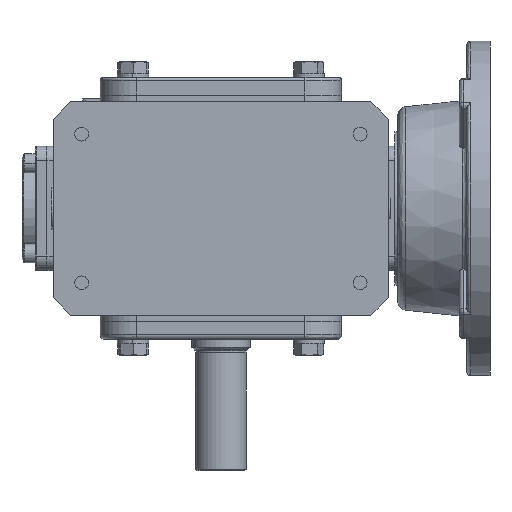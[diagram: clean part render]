
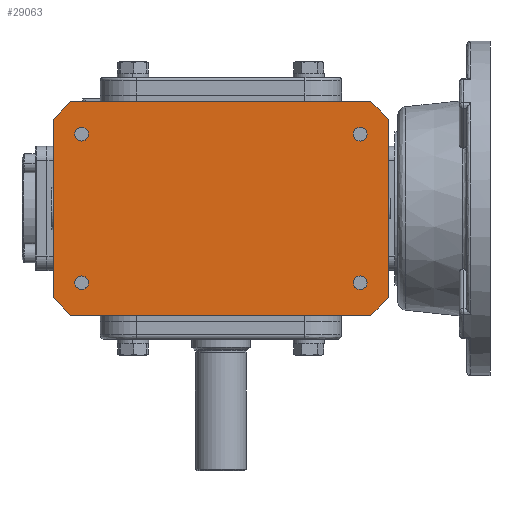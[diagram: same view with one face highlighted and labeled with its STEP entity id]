
A CAD part, front view. The second image highlights one B-rep face of the part: STEP entity #29063.
In plain terms, the highlighted planar face has unit normal (0, -1, 0).
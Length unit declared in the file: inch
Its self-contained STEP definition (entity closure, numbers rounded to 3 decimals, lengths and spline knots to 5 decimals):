
#110 = CARTESIAN_POINT ( 'NONE',  ( -4.50787, -3.5, -2.87402 ) ) ;
#140 = AXIS2_PLACEMENT_3D ( 'NONE', #30945, #37537, #25144 ) ;
#587 = AXIS2_PLACEMENT_3D ( 'NONE', #39751, #14463, #36590 ) ;
#1285 = EDGE_CURVE ( 'NONE', #25063, #36034, #26606, .T. ) ;
#1335 = DIRECTION ( 'NONE',  ( 0., 1., 0. ) ) ;
#1539 = AXIS2_PLACEMENT_3D ( 'NONE', #39195, #36446, #11031 ) ;
#1828 = VECTOR ( 'NONE', #9588, 39.37008 ) ;
#1954 = CARTESIAN_POINT ( 'NONE',  ( 4.50787, -3.5, 2.87402 ) ) ;
#2034 = AXIS2_PLACEMENT_3D ( 'NONE', #24818, #21483, #31307 ) ;
#2369 = LINE ( 'NONE', #9418, #20156 ) ;
#2619 = FACE_OUTER_BOUND ( 'NONE', #37312, .T. ) ;
#2641 = ORIENTED_EDGE ( 'NONE', *, *, #28105, .T. ) ;
#2991 = VERTEX_POINT ( 'NONE', #29359 ) ;
#3440 = CARTESIAN_POINT ( 'NONE',  ( 3.75, -3.5, 1.816 ) ) ;
#3591 = VERTEX_POINT ( 'NONE', #12114 ) ;
#4341 = CARTESIAN_POINT ( 'NONE',  ( 3.75, -3.5, 2. ) ) ;
#4764 = CARTESIAN_POINT ( 'NONE',  ( 4.03543, -3.5, -2.87402 ) ) ;
#4837 = ORIENTED_EDGE ( 'NONE', *, *, #21732, .T. ) ;
#4854 = VECTOR ( 'NONE', #19018, 39.37008 ) ;
#4888 = EDGE_CURVE ( 'NONE', #28650, #14690, #14313, .T. ) ;
#4983 = CARTESIAN_POINT ( 'NONE',  ( 3.75, -3.5, 2.184 ) ) ;
#5326 = VERTEX_POINT ( 'NONE', #4983 ) ;
#5728 = EDGE_CURVE ( 'NONE', #23510, #31281, #33571, .T. ) ;
#5895 = EDGE_CURVE ( 'NONE', #18002, #23510, #22667, .T. ) ;
#6079 = EDGE_LOOP ( 'NONE', ( #36684, #36526 ) ) ;
#6150 = PLANE ( 'NONE',  #2034 ) ;
#7603 = CIRCLE ( 'NONE', #587, 0.184 ) ;
#8315 = AXIS2_PLACEMENT_3D ( 'NONE', #36005, #1335, #13872 ) ;
#9249 = ORIENTED_EDGE ( 'NONE', *, *, #11050, .F. ) ;
#9418 = CARTESIAN_POINT ( 'NONE',  ( -4.03543, -3.5, 2.87402 ) ) ;
#9554 = FACE_BOUND ( 'NONE', #19962, .T. ) ;
#9588 = DIRECTION ( 'NONE',  ( 0.707, 0., -0.707 ) ) ;
#9753 = EDGE_CURVE ( 'NONE', #2991, #12614, #7603, .T. ) ;
#10167 = CARTESIAN_POINT ( 'NONE',  ( 4.50787, -3.5, -2.40157 ) ) ;
#10654 = DIRECTION ( 'NONE',  ( 1., 0., 0. ) ) ;
#11031 = DIRECTION ( 'NONE',  ( 0., 0., -1. ) ) ;
#11050 = EDGE_CURVE ( 'NONE', #18002, #3591, #2369, .T. ) ;
#11103 = DIRECTION ( 'NONE',  ( 0., 0., -1. ) ) ;
#11614 = AXIS2_PLACEMENT_3D ( 'NONE', #20547, #21094, #33248 ) ;
#11649 = CIRCLE ( 'NONE', #8315, 0.184 ) ;
#12114 = CARTESIAN_POINT ( 'NONE',  ( -4.03543, -3.5, 2.87402 ) ) ;
#12335 = VECTOR ( 'NONE', #33632, 39.37008 ) ;
#12573 = DIRECTION ( 'NONE',  ( 0.707, 0., 0.707 ) ) ;
#12614 = VERTEX_POINT ( 'NONE', #36199 ) ;
#13556 = VERTEX_POINT ( 'NONE', #13990 ) ;
#13593 = VERTEX_POINT ( 'NONE', #14406 ) ;
#13663 = CARTESIAN_POINT ( 'NONE',  ( -4.03543, -3.5, -2.87402 ) ) ;
#13872 = DIRECTION ( 'NONE',  ( 0., 0., -1. ) ) ;
#13945 = CARTESIAN_POINT ( 'NONE',  ( -3.75, -3.5, -2.184 ) ) ;
#13990 = CARTESIAN_POINT ( 'NONE',  ( -3.75, -3.5, 2.184 ) ) ;
#14313 = LINE ( 'NONE', #17449, #12335 ) ;
#14332 = CIRCLE ( 'NONE', #1539, 0.184 ) ;
#14406 = CARTESIAN_POINT ( 'NONE',  ( -3.75, -3.5, -1.816 ) ) ;
#14463 = DIRECTION ( 'NONE',  ( 0., 1., 0. ) ) ;
#14493 = CIRCLE ( 'NONE', #11614, 0.184 ) ;
#14630 = DIRECTION ( 'NONE',  ( 0., 0., 1. ) ) ;
#14690 = VERTEX_POINT ( 'NONE', #10167 ) ;
#14849 = CARTESIAN_POINT ( 'NONE',  ( -4.50787, -3.5, 2.87402 ) ) ;
#15523 = ORIENTED_EDGE ( 'NONE', *, *, #4888, .T. ) ;
#15595 = ORIENTED_EDGE ( 'NONE', *, *, #5728, .T. ) ;
#16205 = VECTOR ( 'NONE', #10654, 39.37008 ) ;
#16323 = CARTESIAN_POINT ( 'NONE',  ( 3.75, -3.5, -2. ) ) ;
#16485 = CARTESIAN_POINT ( 'NONE',  ( -4.50787, -3.5, -2.40157 ) ) ;
#16590 = VECTOR ( 'NONE', #14630, 39.37008 ) ;
#17065 = ORIENTED_EDGE ( 'NONE', *, *, #9753, .T. ) ;
#17243 = CARTESIAN_POINT ( 'NONE',  ( 4.50787, -3.5, 2.40157 ) ) ;
#17449 = CARTESIAN_POINT ( 'NONE',  ( 4.50787, -3.5, -2.40157 ) ) ;
#18002 = VERTEX_POINT ( 'NONE', #25301 ) ;
#19018 = DIRECTION ( 'NONE',  ( 0.707, 0., -0.707 ) ) ;
#19962 = EDGE_LOOP ( 'NONE', ( #32497, #17065 ) ) ;
#20040 = ORIENTED_EDGE ( 'NONE', *, *, #25020, .T. ) ;
#20156 = VECTOR ( 'NONE', #12573, 39.37008 ) ;
#20547 = CARTESIAN_POINT ( 'NONE',  ( -3.75, -3.5, -2. ) ) ;
#21094 = DIRECTION ( 'NONE',  ( 0., 1., 0. ) ) ;
#21483 = DIRECTION ( 'NONE',  ( 0., -1., 0. ) ) ;
#21732 = EDGE_CURVE ( 'NONE', #14690, #36034, #24030, .T. ) ;
#21913 = EDGE_CURVE ( 'NONE', #37754, #13593, #34361, .T. ) ;
#22074 = DIRECTION ( 'NONE',  ( 1., 0., 0. ) ) ;
#22395 = ORIENTED_EDGE ( 'NONE', *, *, #5895, .T. ) ;
#22667 = LINE ( 'NONE', #14849, #27158 ) ;
#23254 = ORIENTED_EDGE ( 'NONE', *, *, #34428, .T. ) ;
#23510 = VERTEX_POINT ( 'NONE', #16485 ) ;
#24030 = LINE ( 'NONE', #1954, #16590 ) ;
#24067 = VECTOR ( 'NONE', #22074, 39.37008 ) ;
#24397 = CARTESIAN_POINT ( 'NONE',  ( -3.75, -3.5, 1.816 ) ) ;
#24399 = CARTESIAN_POINT ( 'NONE',  ( -4.50787, -3.5, -2.40157 ) ) ;
#24530 = EDGE_CURVE ( 'NONE', #13593, #37754, #14493, .T. ) ;
#24652 = LINE ( 'NONE', #36470, #16205 ) ;
#24818 = CARTESIAN_POINT ( 'NONE',  ( -4.50787, -3.5, 3.12992 ) ) ;
#25020 = EDGE_CURVE ( 'NONE', #5326, #39159, #32245, .T. ) ;
#25063 = VERTEX_POINT ( 'NONE', #33075 ) ;
#25144 = DIRECTION ( 'NONE',  ( 0., 0., -1. ) ) ;
#25214 = CARTESIAN_POINT ( 'NONE',  ( 4.03543, -3.5, 2.87402 ) ) ;
#25291 = ORIENTED_EDGE ( 'NONE', *, *, #31432, .F. ) ;
#25301 = CARTESIAN_POINT ( 'NONE',  ( -4.50787, -3.5, 2.40157 ) ) ;
#25843 = CIRCLE ( 'NONE', #27716, 0.184 ) ;
#26395 = FACE_BOUND ( 'NONE', #6079, .T. ) ;
#26606 = LINE ( 'NONE', #25214, #1828 ) ;
#26960 = CARTESIAN_POINT ( 'NONE',  ( -3.75, -3.5, 2. ) ) ;
#27058 = ORIENTED_EDGE ( 'NONE', *, *, #1285, .F. ) ;
#27158 = VECTOR ( 'NONE', #36831, 39.37008 ) ;
#27716 = AXIS2_PLACEMENT_3D ( 'NONE', #16323, #32128, #38425 ) ;
#28105 = EDGE_CURVE ( 'NONE', #31281, #28650, #37857, .T. ) ;
#28460 = ORIENTED_EDGE ( 'NONE', *, *, #36658, .T. ) ;
#28650 = VERTEX_POINT ( 'NONE', #4764 ) ;
#29063 = ADVANCED_FACE ( 'NONE', ( #2619, #26395, #37200, #34761, #9554 ), #6150, .T. ) ;
#29359 = CARTESIAN_POINT ( 'NONE',  ( 3.75, -3.5, -1.816 ) ) ;
#29586 = DIRECTION ( 'NONE',  ( 0., 1., 0. ) ) ;
#30052 = DIRECTION ( 'NONE',  ( 0., 1., 0. ) ) ;
#30802 = VERTEX_POINT ( 'NONE', #24397 ) ;
#30945 = CARTESIAN_POINT ( 'NONE',  ( -3.75, -3.5, -2. ) ) ;
#31053 = CIRCLE ( 'NONE', #32290, 0.184 ) ;
#31142 = EDGE_LOOP ( 'NONE', ( #28460, #23254 ) ) ;
#31281 = VERTEX_POINT ( 'NONE', #13663 ) ;
#31307 = DIRECTION ( 'NONE',  ( 0., 0., -1. ) ) ;
#31432 = EDGE_CURVE ( 'NONE', #3591, #25063, #24652, .T. ) ;
#32128 = DIRECTION ( 'NONE',  ( 0., 1., 0. ) ) ;
#32245 = CIRCLE ( 'NONE', #37037, 0.184 ) ;
#32290 = AXIS2_PLACEMENT_3D ( 'NONE', #26960, #29586, #32736 ) ;
#32497 = ORIENTED_EDGE ( 'NONE', *, *, #35374, .T. ) ;
#32736 = DIRECTION ( 'NONE',  ( 0., 0., -1. ) ) ;
#33075 = CARTESIAN_POINT ( 'NONE',  ( 4.03543, -3.5, 2.87402 ) ) ;
#33248 = DIRECTION ( 'NONE',  ( 0., 0., -1. ) ) ;
#33571 = LINE ( 'NONE', #24399, #4854 ) ;
#33632 = DIRECTION ( 'NONE',  ( 0.707, 0., 0.707 ) ) ;
#34361 = CIRCLE ( 'NONE', #140, 0.184 ) ;
#34428 = EDGE_CURVE ( 'NONE', #13556, #30802, #11649, .T. ) ;
#34761 = FACE_BOUND ( 'NONE', #35741, .T. ) ;
#35374 = EDGE_CURVE ( 'NONE', #12614, #2991, #25843, .T. ) ;
#35741 = EDGE_LOOP ( 'NONE', ( #38712, #20040 ) ) ;
#36005 = CARTESIAN_POINT ( 'NONE',  ( -3.75, -3.5, 2. ) ) ;
#36034 = VERTEX_POINT ( 'NONE', #17243 ) ;
#36087 = EDGE_CURVE ( 'NONE', #39159, #5326, #14332, .T. ) ;
#36199 = CARTESIAN_POINT ( 'NONE',  ( 3.75, -3.5, -2.184 ) ) ;
#36446 = DIRECTION ( 'NONE',  ( 0., 1., 0. ) ) ;
#36470 = CARTESIAN_POINT ( 'NONE',  ( -4.50787, -3.5, 2.87402 ) ) ;
#36526 = ORIENTED_EDGE ( 'NONE', *, *, #24530, .T. ) ;
#36590 = DIRECTION ( 'NONE',  ( 0., 0., -1. ) ) ;
#36658 = EDGE_CURVE ( 'NONE', #30802, #13556, #31053, .T. ) ;
#36684 = ORIENTED_EDGE ( 'NONE', *, *, #21913, .T. ) ;
#36831 = DIRECTION ( 'NONE',  ( 0., 0., -1. ) ) ;
#37037 = AXIS2_PLACEMENT_3D ( 'NONE', #4341, #30052, #11103 ) ;
#37200 = FACE_BOUND ( 'NONE', #31142, .T. ) ;
#37312 = EDGE_LOOP ( 'NONE', ( #22395, #15595, #2641, #15523, #4837, #27058, #25291, #9249 ) ) ;
#37537 = DIRECTION ( 'NONE',  ( 0., 1., 0. ) ) ;
#37754 = VERTEX_POINT ( 'NONE', #13945 ) ;
#37857 = LINE ( 'NONE', #110, #24067 ) ;
#38425 = DIRECTION ( 'NONE',  ( 0., 0., -1. ) ) ;
#38712 = ORIENTED_EDGE ( 'NONE', *, *, #36087, .T. ) ;
#39159 = VERTEX_POINT ( 'NONE', #3440 ) ;
#39195 = CARTESIAN_POINT ( 'NONE',  ( 3.75, -3.5, 2. ) ) ;
#39751 = CARTESIAN_POINT ( 'NONE',  ( 3.75, -3.5, -2. ) ) ;
